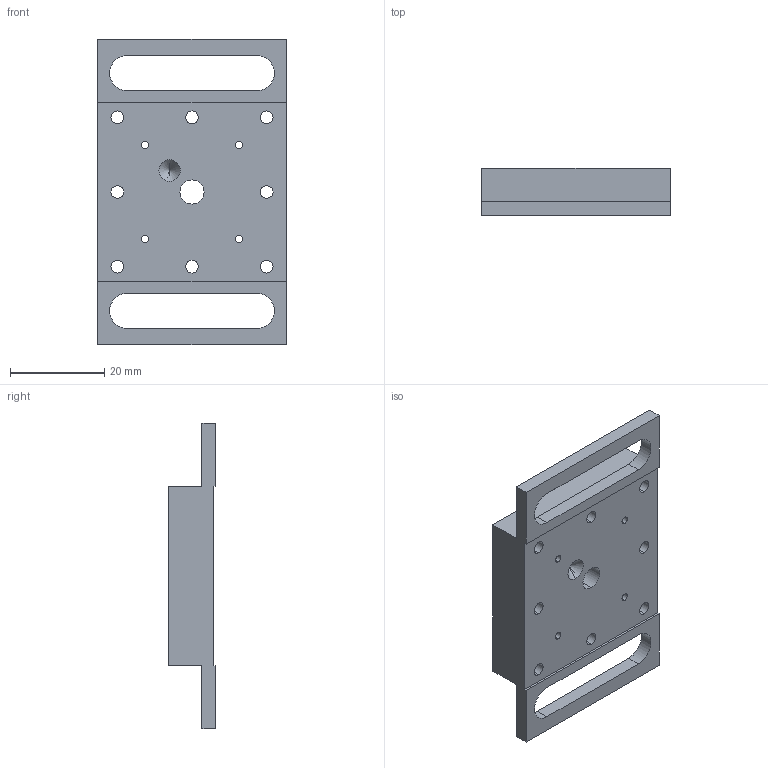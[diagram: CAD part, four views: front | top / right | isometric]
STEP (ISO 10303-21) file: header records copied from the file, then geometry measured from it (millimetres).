
FILE_DESCRIPTION((''),'2;1');
FILE_NAME('B-2B','2022-05-05T21:29:39',('Administrator'),(''),'CREO PARAMETRIC BY PTC INC, 2019030','CREO PARAMETRIC BY PTC INC, 2019030','');
FILE_SCHEMA(('AUTOMOTIVE_DESIGN { 1 0 10303 214 1 1 1 1 }'));
Length unit declared in the file: inch
Products named in the file (1): B-2B
Bounding box: 40.01 x 10.01 x 65 mm (x, y, z)
Volume: 15592.2 mm3; surface area: 7232.2 mm2
Topology: 1 solids, 1 shells, 366 faces, 1039 edges, 693 vertices
Faces by surface type: plane 308, cylinder 32, bspline 24, cone 2
Entity records: 14057 total; most frequent: CARTESIAN_POINT 4424, ORIENTED_EDGE 2074, DIRECTION 1730, EDGE_CURVE 1037, VECTOR 906, LINE 906, VERTEX_POINT 693, EDGE_LOOP 416
